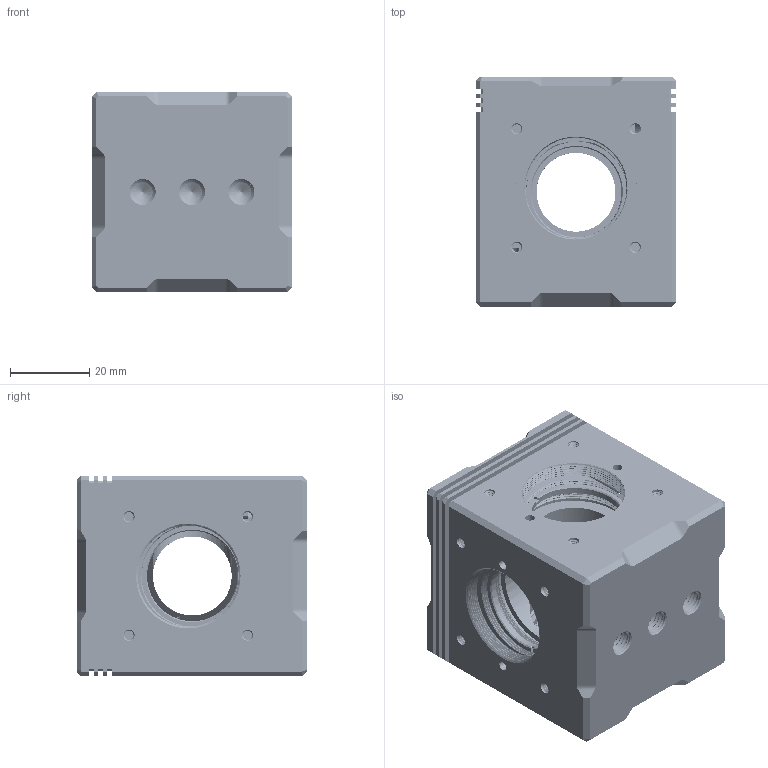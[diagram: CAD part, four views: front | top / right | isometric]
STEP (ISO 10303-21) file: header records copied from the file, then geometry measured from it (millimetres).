
FILE_DESCRIPTION((''),'2;1');
FILE_NAME('M2-BFD_ASM','2022-05-22T',('Administrator'),(''),'CREO PARAMETRIC BY PTC INC, 2015290','CREO PARAMETRIC BY PTC INC, 2015290','');
FILE_SCHEMA(('CONFIG_CONTROL_DESIGN'));
Products named in the file (17): M3X38_HM; CKS3; M3X15_8_HM; CSL-DFM-K3_A1; M3X9_5XHM; CSL-DFM-K3_A2; M2X5_PM; CSL-DFM-K3_A3; MAGNET_6X3; M3X12_7_HM; CSL-DFM-K2; AXLE_1_6X6_35; CSL-DFM-K3_ASM; CSL-DFM-K1_A1; BALL_5; CSL-DFM-K1_ASM; M2-BFD_ASM
Assembly tree (31 placements, depth 3):
  M2-BFD_ASM
    CSL-DFM-K3_ASM
      M3X38_HM
      CKS3  x4
      M3X15_8_HM
      CSL-DFM-K3_A1
      M3X9_5XHM
      CSL-DFM-K3_A2
      M2X5_PM  x2
      CSL-DFM-K3_A3
      MAGNET_6X3  x2
      M3X12_7_HM  x2
      CSL-DFM-K2
      AXLE_1_6X6_35  x6
    CSL-DFM-K1_ASM
      CSL-DFM-K1_A1
      MAGNET_6X3  x2
      BALL_5  x3
Bounding box: 50.8 x 58.1 x 50.8 mm (x, y, z)
Volume: 84482.2 mm3; surface area: 58332 mm2
Topology: 29 solids, 32 shells, 2313 faces, 6385 edges, 4183 vertices
Faces by surface type: cylinder 1246, plane 581, bspline 286, cone 182, sphere 10, torus 8
Entity records: 131409 total; most frequent: CARTESIAN_POINT 85150, ORIENTED_EDGE 10802, DIRECTION 7590, EDGE_CURVE 5401, VERTEX_POINT 3543, AXIS2_PLACEMENT_3D 2613, VECTOR 2364, LINE 2364
